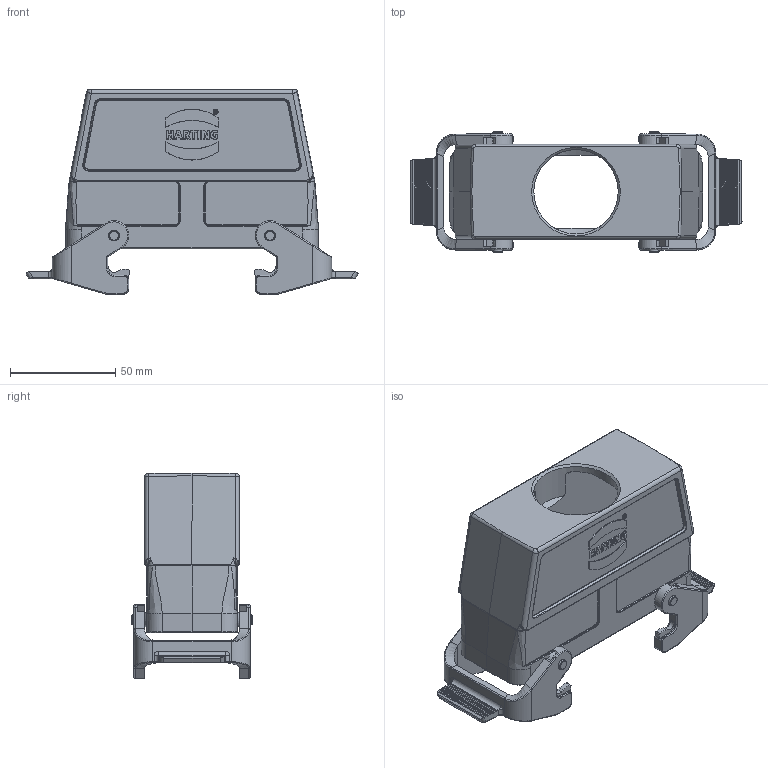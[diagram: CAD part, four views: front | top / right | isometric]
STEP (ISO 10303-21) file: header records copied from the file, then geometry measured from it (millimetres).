
FILE_DESCRIPTION(/* description */ (''),/* implementation_level */ '2;1');
FILE_NAME(/* name */ '100110546ugm000_b.stp',/* time_stamp */ '2017-10-26T13:35:40+02:00',/* author */ (''),/* organization */ (''),/* preprocessor_version */ 'ST-DEVELOPER v16',/* originating_system */ 'SIEMENS PLM Software NX 10.0',/* authorisation */ '');
FILE_SCHEMA (('AUTOMOTIVE_DESIGN { 1 0 10303 214 3 1 1 1 }'));
Length unit declared in the file: millimetre
Products named in the file (1): 100110546ugm000_b
Bounding box: 157.4 x 57.2 x 97.3 mm (x, y, z)
Volume: 113234.3 mm3; surface area: 64825.2 mm2
Topology: 3 solids, 3 shells, 1186 faces, 3565 edges, 3000 vertices
Faces by surface type: plane 601, cylinder 251, bspline 197, cone 73, torus 58, sphere 6
Full cylindrical faces by diameter (mm): 3 x4, 5.1 x4, 40 x1
Entity records: 48063 total; most frequent: CARTESIAN_POINT 15822, ORIENTED_EDGE 5902, DIRECTION 5361, EDGE_CURVE 2951, LINE 1903, VECTOR 1903, VERTEX_POINT 1877, AXIS2_PLACEMENT_3D 1729
